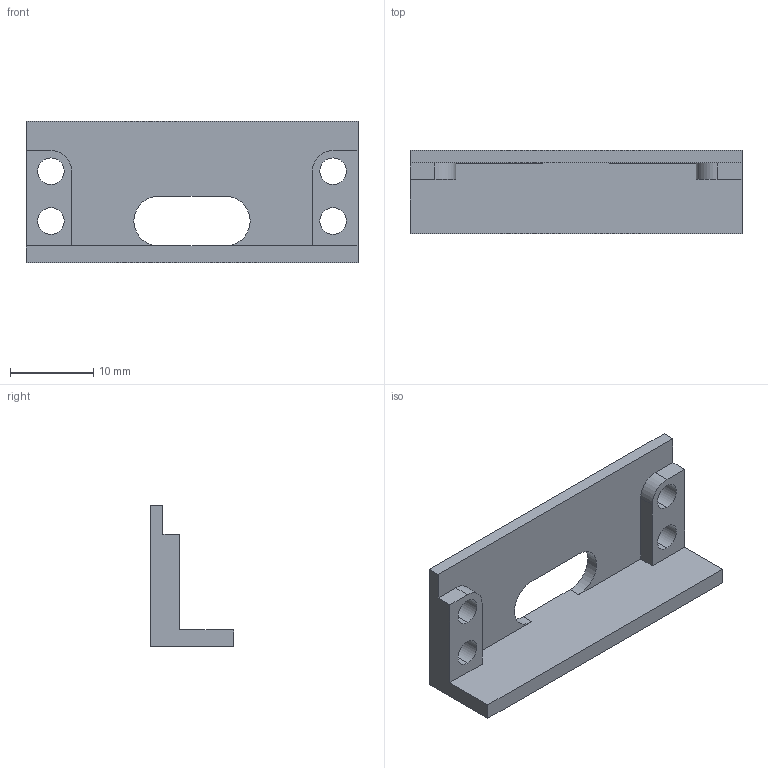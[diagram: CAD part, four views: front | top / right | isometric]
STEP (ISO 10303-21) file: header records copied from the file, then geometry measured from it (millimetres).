
FILE_DESCRIPTION (( 'STEP AP214' ), '1' );
FILE_NAME ('煦萇殤裔.STEP', '2024-06-02T03:07:27', ( '' ), ( '' ), 'SwSTEP 2.0', 'SolidWorks 2021', '' );
FILE_SCHEMA (( 'AUTOMOTIVE_DESIGN' ));
Length unit declared in the file: millimetre
Products named in the file (1): 煦萇殤裔
Bounding box: 40 x 10 x 17 mm (x, y, z)
Volume: 1720.6 mm3; surface area: 2308.8 mm2
Topology: 1 solids, 1 shells, 27 faces, 78 edges, 52 vertices
Faces by surface type: plane 15, cylinder 12
Entity records: 950 total; most frequent: CARTESIAN_POINT 158, DIRECTION 158, ORIENTED_EDGE 156, EDGE_CURVE 78, VECTOR 54, LINE 54, VERTEX_POINT 52, AXIS2_PLACEMENT_3D 52
